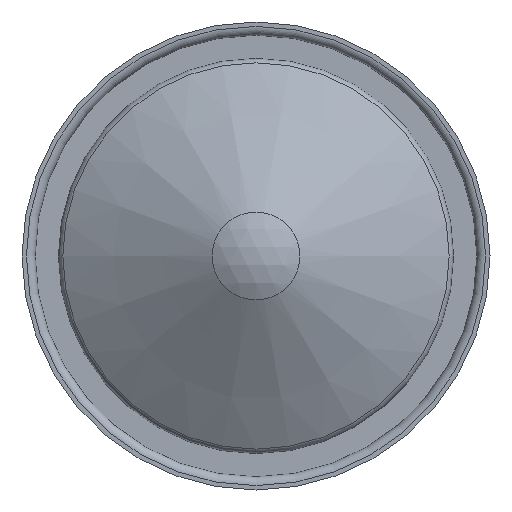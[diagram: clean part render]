
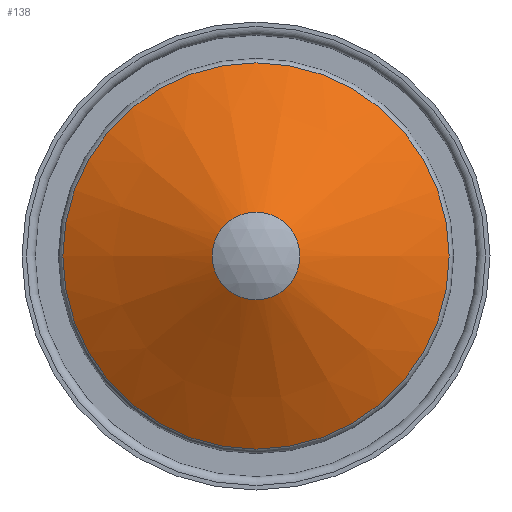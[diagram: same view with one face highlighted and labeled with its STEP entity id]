
A CAD part, front view. The second image highlights one B-rep face of the part: STEP entity #138.
In plain terms, the highlighted conical face has half-angle 60 degrees and reference radius 13.75 mm.
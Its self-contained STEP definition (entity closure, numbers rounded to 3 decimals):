
#24=LINE('',#261,#28);
#28=VECTOR('',#210,13.75);
#32=CONICAL_SURFACE('',#176,13.75,1.047);
#34=FACE_OUTER_BOUND('',#44,.T.);
#44=EDGE_LOOP('',(#105,#106,#107,#108,#109));
#58=CIRCLE('',#174,22.);
#59=CIRCLE('',#175,22.);
#60=CIRCLE('',#177,5.);
#71=VERTEX_POINT('',#254);
#72=VERTEX_POINT('',#256);
#73=VERTEX_POINT('',#260);
#84=EDGE_CURVE('',#71,#72,#58,.T.);
#85=EDGE_CURVE('',#72,#71,#59,.T.);
#86=EDGE_CURVE('',#72,#73,#24,.T.);
#87=EDGE_CURVE('',#73,#73,#60,.T.);
#105=ORIENTED_EDGE('',*,*,#85,.F.);
#106=ORIENTED_EDGE('',*,*,#86,.T.);
#107=ORIENTED_EDGE('',*,*,#87,.T.);
#108=ORIENTED_EDGE('',*,*,#86,.F.);
#109=ORIENTED_EDGE('',*,*,#84,.F.);
#138=ADVANCED_FACE('',(#34),#32,.T.);
#174=AXIS2_PLACEMENT_3D('',#257,#204,#205);
#175=AXIS2_PLACEMENT_3D('',#258,#206,#207);
#176=AXIS2_PLACEMENT_3D('',#259,#208,#209);
#177=AXIS2_PLACEMENT_3D('',#262,#211,#212);
#204=DIRECTION('center_axis',(0.,1.,0.));
#205=DIRECTION('ref_axis',(-1.,0.,0.));
#206=DIRECTION('center_axis',(0.,1.,0.));
#207=DIRECTION('ref_axis',(-1.,0.,0.));
#208=DIRECTION('center_axis',(0.,1.,0.));
#209=DIRECTION('ref_axis',(1.,0.,0.));
#210=DIRECTION('',(0.866,-0.5,0.));
#211=DIRECTION('center_axis',(0.,1.,0.));
#212=DIRECTION('ref_axis',(1.,0.,0.));
#254=CARTESIAN_POINT('',(0.,12.702,-22.));
#256=CARTESIAN_POINT('',(-22.,12.702,0.));
#257=CARTESIAN_POINT('Origin',(0.,12.702,0.));
#258=CARTESIAN_POINT('Origin',(0.,12.702,0.));
#259=CARTESIAN_POINT('Origin',(0.,7.939,0.));
#260=CARTESIAN_POINT('',(-5.,2.887,0.));
#261=CARTESIAN_POINT('',(-13.75,7.939,0.));
#262=CARTESIAN_POINT('Origin',(0.,2.887,0.));
